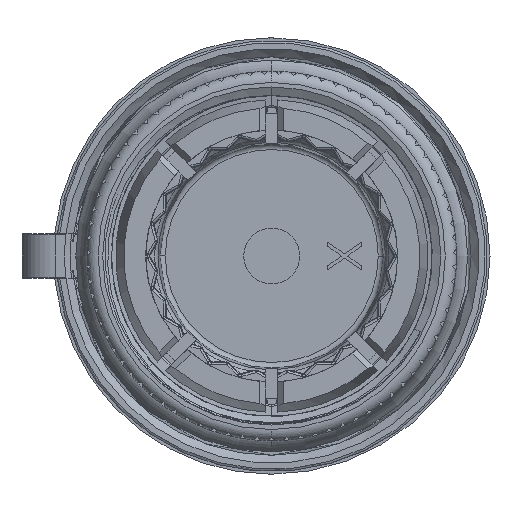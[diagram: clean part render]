
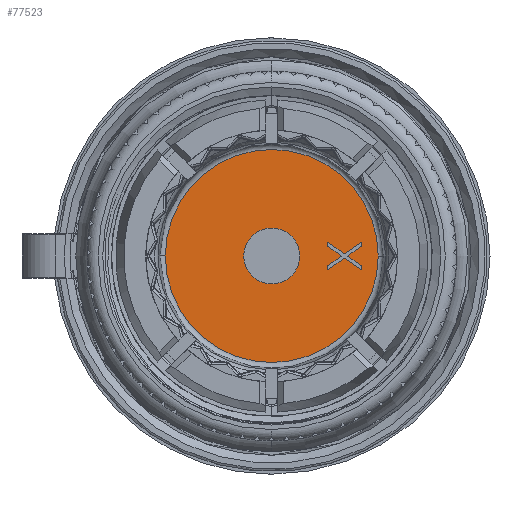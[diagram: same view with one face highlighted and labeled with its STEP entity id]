
A CAD part, front view. The second image highlights one B-rep face of the part: STEP entity #77523.
In plain terms, the highlighted planar face has unit normal (0, -1, 0).
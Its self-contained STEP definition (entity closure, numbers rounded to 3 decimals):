
#62316=CARTESIAN_POINT('',(0.,14.35,0.));
#62317=DIRECTION('',(0.,-1.,0.));
#62318=DIRECTION('',(1.,0.,0.));
#62319=AXIS2_PLACEMENT_3D('',#62316,#62317,#62318);
#62321=CARTESIAN_POINT('',(0.,14.35,0.));
#62322=DIRECTION('',(0.,-1.,0.));
#62323=DIRECTION('',(-1.,0.,0.));
#62324=AXIS2_PLACEMENT_3D('',#62321,#62322,#62323);
#62326=CARTESIAN_POINT('',(0.,14.35,0.));
#62327=DIRECTION('',(0.,1.,0.));
#62328=DIRECTION('',(1.,0.,0.));
#62329=AXIS2_PLACEMENT_3D('',#62326,#62327,#62328);
#62331=CARTESIAN_POINT('',(0.,14.35,0.));
#62332=DIRECTION('',(0.,-1.,0.));
#62333=DIRECTION('',(1.,0.,0.));
#62334=AXIS2_PLACEMENT_3D('',#62331,#62332,#62333);
#62336=DIRECTION('',(0.,0.,1.));
#62337=VECTOR('',#62336,0.375);
#62338=CARTESIAN_POINT('',(8.,14.35,0.875));
#62339=LINE('',#62338,#62337);
#62340=DIRECTION('',(-0.822,0.,-0.57));
#62341=VECTOR('',#62340,1.864);
#62342=CARTESIAN_POINT('',(8.,14.35,1.25));
#62343=LINE('',#62342,#62341);
#62344=DIRECTION('',(-0.81,0.,0.586));
#62345=VECTOR('',#62344,1.812);
#62346=CARTESIAN_POINT('',(6.468,14.35,0.187));
#62347=LINE('',#62346,#62345);
#62348=DIRECTION('',(0.,0.,-1.));
#62349=VECTOR('',#62348,0.375);
#62350=CARTESIAN_POINT('',(5.,14.35,1.25));
#62351=LINE('',#62350,#62349);
#62352=DIRECTION('',(0.811,0.,-0.585));
#62353=VECTOR('',#62352,1.495);
#62354=CARTESIAN_POINT('',(5.,14.35,0.875));
#62355=LINE('',#62354,#62353);
#62356=DIRECTION('',(-0.811,0.,-0.585));
#62357=VECTOR('',#62356,1.495);
#62358=CARTESIAN_POINT('',(6.213,14.35,0.));
#62359=LINE('',#62358,#62357);
#62360=DIRECTION('',(0.,0.,-1.));
#62361=VECTOR('',#62360,0.375);
#62362=CARTESIAN_POINT('',(5.,14.35,-0.875));
#62363=LINE('',#62362,#62361);
#62364=DIRECTION('',(0.81,0.,0.586));
#62365=VECTOR('',#62364,1.812);
#62366=CARTESIAN_POINT('',(5.,14.35,-1.25));
#62367=LINE('',#62366,#62365);
#62368=DIRECTION('',(0.822,0.,-0.57));
#62369=VECTOR('',#62368,1.864);
#62370=CARTESIAN_POINT('',(6.468,14.35,-0.188));
#62371=LINE('',#62370,#62369);
#62372=DIRECTION('',(0.,0.,1.));
#62373=VECTOR('',#62372,0.375);
#62374=CARTESIAN_POINT('',(8.,14.35,-1.25));
#62375=LINE('',#62374,#62373);
#62376=DIRECTION('',(-0.811,0.,0.585));
#62377=VECTOR('',#62376,1.495);
#62378=CARTESIAN_POINT('',(8.,14.35,-0.875));
#62379=LINE('',#62378,#62377);
#62380=DIRECTION('',(0.811,0.,0.585));
#62381=VECTOR('',#62380,1.495);
#62382=CARTESIAN_POINT('',(6.787,14.35,0.));
#62383=LINE('',#62382,#62381);
#66354=CARTESIAN_POINT('',(2.5,14.35,0.));
#66356=VERTEX_POINT('',#66354);
#66358=CARTESIAN_POINT('',(-2.5,14.35,0.));
#66360=VERTEX_POINT('',#66358);
#67234=CARTESIAN_POINT('',(9.508,14.35,0.));
#67235=CARTESIAN_POINT('',(-9.508,14.35,0.));
#67236=VERTEX_POINT('',#67234);
#67237=VERTEX_POINT('',#67235);
#67583=CARTESIAN_POINT('',(8.,14.35,0.875));
#67584=CARTESIAN_POINT('',(8.,14.35,1.25));
#67585=VERTEX_POINT('',#67583);
#67586=VERTEX_POINT('',#67584);
#67587=CARTESIAN_POINT('',(6.468,14.35,0.187));
#67588=VERTEX_POINT('',#67587);
#67589=CARTESIAN_POINT('',(5.,14.35,1.25));
#67590=VERTEX_POINT('',#67589);
#67591=CARTESIAN_POINT('',(5.,14.35,0.875));
#67592=VERTEX_POINT('',#67591);
#67593=CARTESIAN_POINT('',(6.213,14.35,0.));
#67594=VERTEX_POINT('',#67593);
#67595=CARTESIAN_POINT('',(5.,14.35,-0.875));
#67596=VERTEX_POINT('',#67595);
#67597=CARTESIAN_POINT('',(5.,14.35,-1.25));
#67598=VERTEX_POINT('',#67597);
#67599=CARTESIAN_POINT('',(6.468,14.35,-0.188));
#67600=VERTEX_POINT('',#67599);
#67601=CARTESIAN_POINT('',(8.,14.35,-1.25));
#67602=VERTEX_POINT('',#67601);
#67603=CARTESIAN_POINT('',(8.,14.35,-0.875));
#67604=VERTEX_POINT('',#67603);
#67605=CARTESIAN_POINT('',(6.787,14.35,0.));
#67606=VERTEX_POINT('',#67605);
#77482=CARTESIAN_POINT('',(0.,14.35,0.));
#77483=DIRECTION('',(0.,-1.,0.));
#77484=DIRECTION('',(-1.,0.,0.));
#77485=AXIS2_PLACEMENT_3D('',#77482,#77483,#77484);
#77486=PLANE('',#77485);
#77487=ORIENTED_EDGE('',*,*,#69407,.F.);
#77488=ORIENTED_EDGE('',*,*,#69392,.F.);
#77489=EDGE_LOOP('',(#77487,#77488));
#77490=FACE_OUTER_BOUND('',#77489,.F.);
#77492=ORIENTED_EDGE('',*,*,#77491,.F.);
#77494=ORIENTED_EDGE('',*,*,#77493,.T.);
#77495=EDGE_LOOP('',(#77492,#77494));
#77496=FACE_BOUND('',#77495,.F.);
#77498=ORIENTED_EDGE('',*,*,#77497,.T.);
#77500=ORIENTED_EDGE('',*,*,#77499,.T.);
#77502=ORIENTED_EDGE('',*,*,#77501,.T.);
#77504=ORIENTED_EDGE('',*,*,#77503,.T.);
#77506=ORIENTED_EDGE('',*,*,#77505,.T.);
#77508=ORIENTED_EDGE('',*,*,#77507,.T.);
#77510=ORIENTED_EDGE('',*,*,#77509,.T.);
#77512=ORIENTED_EDGE('',*,*,#77511,.T.);
#77514=ORIENTED_EDGE('',*,*,#77513,.T.);
#77516=ORIENTED_EDGE('',*,*,#77515,.T.);
#77518=ORIENTED_EDGE('',*,*,#77517,.T.);
#77520=ORIENTED_EDGE('',*,*,#77519,.T.);
#77521=EDGE_LOOP('',(#77498,#77500,#77502,#77504,#77506,#77508,#77510,#77512,
#77514,#77516,#77518,#77520));
#77522=FACE_BOUND('',#77521,.F.);
#77523=ADVANCED_FACE('',(#77490,#77496,#77522),#77486,.T.);
#62320=CIRCLE('',#62319,9.508);
#62325=CIRCLE('',#62324,9.508);
#62330=CIRCLE('',#62329,2.5);
#62335=CIRCLE('',#62334,2.5);
#69392=EDGE_CURVE('',#67237,#67236,#62325,.T.);
#69407=EDGE_CURVE('',#67236,#67237,#62320,.T.);
#77491=EDGE_CURVE('',#66356,#66360,#62330,.T.);
#77493=EDGE_CURVE('',#66356,#66360,#62335,.T.);
#77497=EDGE_CURVE('',#67585,#67586,#62339,.T.);
#77499=EDGE_CURVE('',#67586,#67588,#62343,.T.);
#77501=EDGE_CURVE('',#67588,#67590,#62347,.T.);
#77503=EDGE_CURVE('',#67590,#67592,#62351,.T.);
#77505=EDGE_CURVE('',#67592,#67594,#62355,.T.);
#77507=EDGE_CURVE('',#67594,#67596,#62359,.T.);
#77509=EDGE_CURVE('',#67596,#67598,#62363,.T.);
#77511=EDGE_CURVE('',#67598,#67600,#62367,.T.);
#77513=EDGE_CURVE('',#67600,#67602,#62371,.T.);
#77515=EDGE_CURVE('',#67602,#67604,#62375,.T.);
#77517=EDGE_CURVE('',#67604,#67606,#62379,.T.);
#77519=EDGE_CURVE('',#67606,#67585,#62383,.T.);
